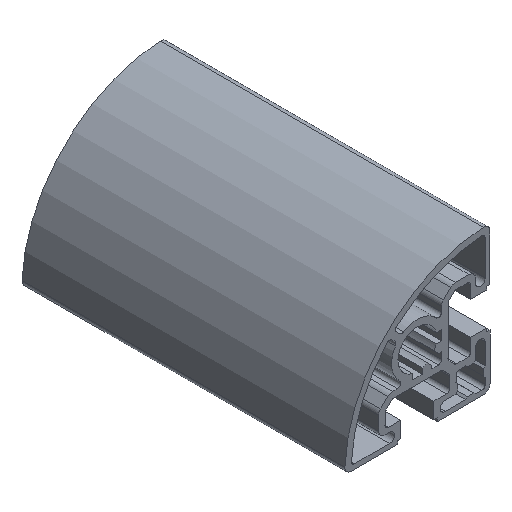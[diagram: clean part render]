
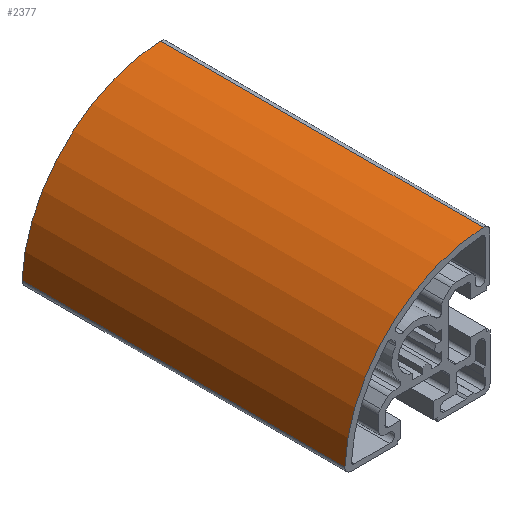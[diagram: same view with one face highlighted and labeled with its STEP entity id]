
A CAD part, isometric view. The second image highlights one B-rep face of the part: STEP entity #2377.
In plain terms, the highlighted cylindrical face has radius 45 mm (diameter 90 mm), a partial arc.
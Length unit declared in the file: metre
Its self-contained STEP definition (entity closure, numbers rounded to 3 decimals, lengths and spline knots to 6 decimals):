
#69=CIRCLE('',#2567,0.045);
#70=CIRCLE('',#2568,0.045);
#134=CYLINDRICAL_SURFACE('',#2566,0.045);
#223=FACE_OUTER_BOUND('',#343,.T.);
#343=EDGE_LOOP('',(#1797,#1798,#1799,#1800));
#567=LINE('',#3776,#833);
#568=LINE('',#3779,#834);
#833=VECTOR('',#3058,0.1);
#834=VECTOR('',#3061,0.1);
#1083=VERTEX_POINT('',#3772);
#1084=VERTEX_POINT('',#3773);
#1085=VERTEX_POINT('',#3775);
#1086=VERTEX_POINT('',#3777);
#1381=EDGE_CURVE('',#1083,#1084,#69,.T.);
#1382=EDGE_CURVE('',#1085,#1084,#567,.T.);
#1383=EDGE_CURVE('',#1086,#1085,#70,.T.);
#1384=EDGE_CURVE('',#1086,#1083,#568,.T.);
#1797=ORIENTED_EDGE('',*,*,#1381,.T.);
#1798=ORIENTED_EDGE('',*,*,#1382,.F.);
#1799=ORIENTED_EDGE('',*,*,#1383,.F.);
#1800=ORIENTED_EDGE('',*,*,#1384,.T.);
#2377=ADVANCED_FACE('',(#223),#134,.T.);
#2566=AXIS2_PLACEMENT_3D('',#3771,#3054,#3055);
#2567=AXIS2_PLACEMENT_3D('',#3774,#3056,#3057);
#2568=AXIS2_PLACEMENT_3D('',#3778,#3059,#3060);
#3054=DIRECTION('center_axis',(0.,1.,0.));
#3055=DIRECTION('ref_axis',(-1.,0.,0.));
#3056=DIRECTION('center_axis',(0.,-1.,0.));
#3057=DIRECTION('ref_axis',(1.,0.,0.));
#3058=DIRECTION('',(0.,1.,0.));
#3059=DIRECTION('center_axis',(0.,-1.,0.));
#3060=DIRECTION('ref_axis',(1.,0.,0.));
#3061=DIRECTION('',(0.,1.,0.));
#3771=CARTESIAN_POINT('Origin',(0.053548,-0.881446,0.113139));
#3772=CARTESIAN_POINT('',(0.051455,0.118554,0.15809));
#3773=CARTESIAN_POINT('',(0.008596,0.118554,0.115232));
#3774=CARTESIAN_POINT('Origin',(0.053548,0.118554,0.113139));
#3775=CARTESIAN_POINT('',(0.008596,0.018554,0.115232));
#3776=CARTESIAN_POINT('',(0.008596,0.018554,0.115232));
#3777=CARTESIAN_POINT('',(0.051455,0.018554,0.15809));
#3778=CARTESIAN_POINT('Origin',(0.053548,0.018554,0.113139));
#3779=CARTESIAN_POINT('',(0.051455,0.018554,0.15809));
